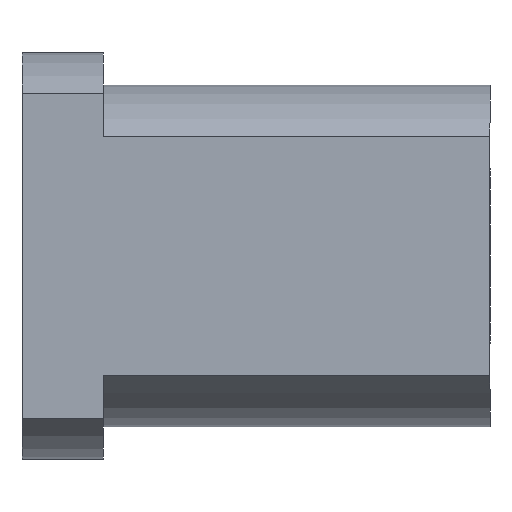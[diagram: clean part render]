
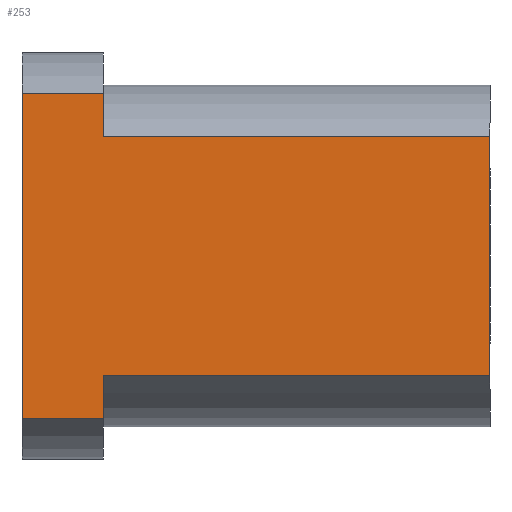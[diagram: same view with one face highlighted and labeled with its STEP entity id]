
A CAD part, front view. The second image highlights one B-rep face of the part: STEP entity #253.
In plain terms, the highlighted planar face has unit normal (0, -1, 0).
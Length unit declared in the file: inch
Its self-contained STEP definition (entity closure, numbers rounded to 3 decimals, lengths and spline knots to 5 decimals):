
#13 = VERTEX_POINT ( 'NONE', #114 ) ;
#25 = AXIS2_PLACEMENT_3D ( 'NONE', #367, #41, #301 ) ;
#36 = LINE ( 'NONE', #70, #220 ) ;
#41 = DIRECTION ( 'NONE',  ( 0., -1., 0. ) ) ;
#44 = EDGE_CURVE ( 'NONE', #13, #169, #225, .T. ) ;
#45 = LINE ( 'NONE', #339, #290 ) ;
#50 = LINE ( 'NONE', #370, #326 ) ;
#58 = VERTEX_POINT ( 'NONE', #332 ) ;
#70 = CARTESIAN_POINT ( 'NONE',  ( 0., -0.03, 0.04 ) ) ;
#77 = FACE_OUTER_BOUND ( 'NONE', #205, .T. ) ;
#89 = ORIENTED_EDGE ( 'NONE', *, *, #244, .T. ) ;
#95 = VECTOR ( 'NONE', #378, 39.37008 ) ;
#97 = ORIENTED_EDGE ( 'NONE', *, *, #181, .T. ) ;
#99 = VERTEX_POINT ( 'NONE', #362 ) ;
#100 = EDGE_CURVE ( 'NONE', #280, #99, #36, .T. ) ;
#114 = CARTESIAN_POINT ( 'NONE',  ( 0., -0.03, -0.04 ) ) ;
#121 = DIRECTION ( 'NONE',  ( 0., 0., 1. ) ) ;
#122 = EDGE_CURVE ( 'NONE', #169, #58, #297, .T. ) ;
#139 = CARTESIAN_POINT ( 'NONE',  ( 0.02, -0.03, 0.02939 ) ) ;
#149 = VECTOR ( 'NONE', #247, 39.37008 ) ;
#162 = EDGE_CURVE ( 'NONE', #99, #13, #45, .T. ) ;
#169 = VERTEX_POINT ( 'NONE', #266 ) ;
#181 = EDGE_CURVE ( 'NONE', #316, #329, #50, .T. ) ;
#185 = ORIENTED_EDGE ( 'NONE', *, *, #317, .T. ) ;
#187 = DIRECTION ( 'NONE',  ( -1., 0., 0. ) ) ;
#205 = EDGE_LOOP ( 'NONE', ( #421, #295, #439, #242, #89, #185, #97, #207 ) ) ;
#207 = ORIENTED_EDGE ( 'NONE', *, *, #466, .T. ) ;
#208 = CARTESIAN_POINT ( 'NONE',  ( 0.115, -0.03, -0.05 ) ) ;
#220 = VECTOR ( 'NONE', #187, 39.37008 ) ;
#225 = LINE ( 'NONE', #287, #267 ) ;
#227 = PLANE ( 'NONE',  #25 ) ;
#230 = CARTESIAN_POINT ( 'NONE',  ( 0.02, -0.03, 0.04 ) ) ;
#242 = ORIENTED_EDGE ( 'NONE', *, *, #122, .T. ) ;
#244 = EDGE_CURVE ( 'NONE', #58, #353, #274, .T. ) ;
#247 = DIRECTION ( 'NONE',  ( 0., 0., 1. ) ) ;
#253 = ADVANCED_FACE ( 'NONE', ( #77 ), #227, .T. ) ;
#265 = CARTESIAN_POINT ( 'NONE',  ( 0., -0.03, -0.02939 ) ) ;
#266 = CARTESIAN_POINT ( 'NONE',  ( 0.02, -0.03, -0.04 ) ) ;
#267 = VECTOR ( 'NONE', #400, 39.37008 ) ;
#274 = LINE ( 'NONE', #265, #425 ) ;
#280 = VERTEX_POINT ( 'NONE', #230 ) ;
#287 = CARTESIAN_POINT ( 'NONE',  ( 0., -0.03, -0.04 ) ) ;
#290 = VECTOR ( 'NONE', #342, 39.37008 ) ;
#295 = ORIENTED_EDGE ( 'NONE', *, *, #162, .T. ) ;
#297 = LINE ( 'NONE', #453, #368 ) ;
#301 = DIRECTION ( 'NONE',  ( 0., 0., -1. ) ) ;
#313 = CARTESIAN_POINT ( 'NONE',  ( 0.115, -0.03, 0.02939 ) ) ;
#316 = VERTEX_POINT ( 'NONE', #313 ) ;
#317 = EDGE_CURVE ( 'NONE', #353, #316, #348, .T. ) ;
#326 = VECTOR ( 'NONE', #337, 39.37008 ) ;
#329 = VERTEX_POINT ( 'NONE', #139 ) ;
#332 = CARTESIAN_POINT ( 'NONE',  ( 0.02, -0.03, -0.02939 ) ) ;
#337 = DIRECTION ( 'NONE',  ( -1., 0., 0. ) ) ;
#339 = CARTESIAN_POINT ( 'NONE',  ( 0., -0.03, 0. ) ) ;
#342 = DIRECTION ( 'NONE',  ( 0., 0., -1. ) ) ;
#343 = CARTESIAN_POINT ( 'NONE',  ( 0.02, -0.03, 0. ) ) ;
#348 = LINE ( 'NONE', #208, #149 ) ;
#353 = VERTEX_POINT ( 'NONE', #422 ) ;
#362 = CARTESIAN_POINT ( 'NONE',  ( 0., -0.03, 0.04 ) ) ;
#367 = CARTESIAN_POINT ( 'NONE',  ( 0.115, -0.03, -0.05 ) ) ;
#368 = VECTOR ( 'NONE', #121, 39.37008 ) ;
#370 = CARTESIAN_POINT ( 'NONE',  ( 0., -0.03, 0.02939 ) ) ;
#378 = DIRECTION ( 'NONE',  ( 0., 0., 1. ) ) ;
#400 = DIRECTION ( 'NONE',  ( 1., 0., 0. ) ) ;
#404 = DIRECTION ( 'NONE',  ( 1., 0., 0. ) ) ;
#411 = LINE ( 'NONE', #343, #95 ) ;
#421 = ORIENTED_EDGE ( 'NONE', *, *, #100, .T. ) ;
#422 = CARTESIAN_POINT ( 'NONE',  ( 0.115, -0.03, -0.02939 ) ) ;
#425 = VECTOR ( 'NONE', #404, 39.37008 ) ;
#439 = ORIENTED_EDGE ( 'NONE', *, *, #44, .T. ) ;
#453 = CARTESIAN_POINT ( 'NONE',  ( 0.02, -0.03, 0. ) ) ;
#466 = EDGE_CURVE ( 'NONE', #329, #280, #411, .T. ) ;
